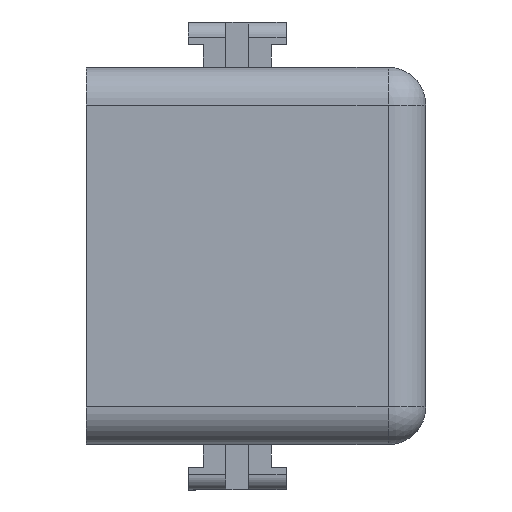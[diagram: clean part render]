
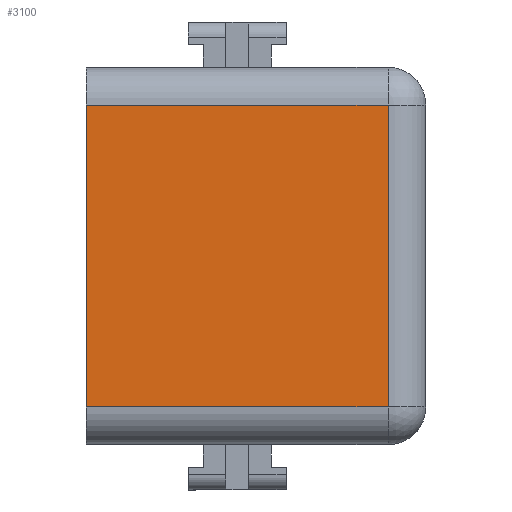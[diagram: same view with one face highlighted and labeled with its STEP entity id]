
A CAD part, left-side view. The second image highlights one B-rep face of the part: STEP entity #3100.
In plain terms, the highlighted planar face has unit normal (-1, 0, 0).
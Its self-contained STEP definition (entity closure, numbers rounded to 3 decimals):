
#14 = CARTESIAN_POINT ( 'NONE',  ( -80., -20., -20. ) ) ;
#136 = LINE ( 'NONE', #1281, #2808 ) ;
#428 = EDGE_LOOP ( 'NONE', ( #822, #2382, #2918, #1278 ) ) ;
#463 = EDGE_CURVE ( 'NONE', #881, #2843, #1834, .T. ) ;
#514 = EDGE_CURVE ( 'NONE', #2843, #1407, #1984, .T. ) ;
#516 = VERTEX_POINT ( 'NONE', #3399 ) ;
#656 = DIRECTION ( 'NONE',  ( 0., 1., 0. ) ) ;
#692 = FACE_OUTER_BOUND ( 'NONE', #428, .T. ) ;
#822 = ORIENTED_EDGE ( 'NONE', *, *, #514, .T. ) ;
#881 = VERTEX_POINT ( 'NONE', #1705 ) ;
#957 = VECTOR ( 'NONE', #2413, 1000. ) ;
#1159 = CARTESIAN_POINT ( 'NONE',  ( -80., 20., -20. ) ) ;
#1176 = LINE ( 'NONE', #2582, #1961 ) ;
#1241 = AXIS2_PLACEMENT_3D ( 'NONE', #1832, #3644, #1944 ) ;
#1278 = ORIENTED_EDGE ( 'NONE', *, *, #463, .T. ) ;
#1281 = CARTESIAN_POINT ( 'NONE',  ( -80., 25., 20. ) ) ;
#1407 = VERTEX_POINT ( 'NONE', #14 ) ;
#1601 = EDGE_CURVE ( 'NONE', #1407, #516, #1176, .T. ) ;
#1705 = CARTESIAN_POINT ( 'NONE',  ( -80., 20., 20. ) ) ;
#1742 = DIRECTION ( 'NONE',  ( 0., 0., 1. ) ) ;
#1832 = CARTESIAN_POINT ( 'NONE',  ( -80., 25., 25. ) ) ;
#1834 = LINE ( 'NONE', #3287, #957 ) ;
#1944 = DIRECTION ( 'NONE',  ( 0., 0., -1. ) ) ;
#1961 = VECTOR ( 'NONE', #1742, 1000. ) ;
#1984 = LINE ( 'NONE', #1999, #2695 ) ;
#1999 = CARTESIAN_POINT ( 'NONE',  ( -80., 25., -20. ) ) ;
#2119 = PLANE ( 'NONE',  #1241 ) ;
#2228 = DIRECTION ( 'NONE',  ( 0., -1., 0. ) ) ;
#2382 = ORIENTED_EDGE ( 'NONE', *, *, #1601, .T. ) ;
#2413 = DIRECTION ( 'NONE',  ( 0., 0., -1. ) ) ;
#2582 = CARTESIAN_POINT ( 'NONE',  ( -80., -20., 25. ) ) ;
#2695 = VECTOR ( 'NONE', #2228, 1000. ) ;
#2808 = VECTOR ( 'NONE', #656, 1000. ) ;
#2843 = VERTEX_POINT ( 'NONE', #1159 ) ;
#2918 = ORIENTED_EDGE ( 'NONE', *, *, #3406, .T. ) ;
#3100 = ADVANCED_FACE ( 'NONE', ( #692 ), #2119, .F. ) ;
#3287 = CARTESIAN_POINT ( 'NONE',  ( -80., 20., -25. ) ) ;
#3399 = CARTESIAN_POINT ( 'NONE',  ( -80., -20., 20. ) ) ;
#3406 = EDGE_CURVE ( 'NONE', #516, #881, #136, .T. ) ;
#3644 = DIRECTION ( 'NONE',  ( 1., 0., 0. ) ) ;
